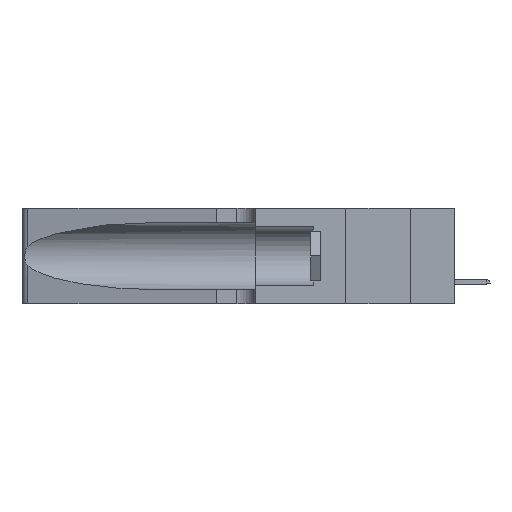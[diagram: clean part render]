
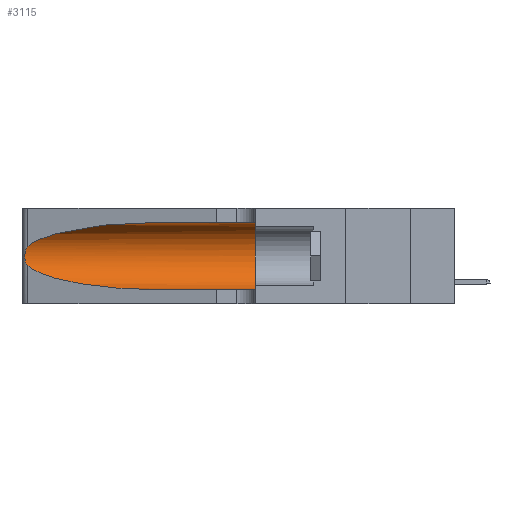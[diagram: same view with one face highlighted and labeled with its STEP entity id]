
A CAD part, left-side view. The second image highlights one B-rep face of the part: STEP entity #3115.
In plain terms, the highlighted cylindrical face has radius 3.308 mm (diameter 6.617 mm), a partial arc.
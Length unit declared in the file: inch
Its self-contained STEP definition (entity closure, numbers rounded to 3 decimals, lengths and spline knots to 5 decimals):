
#1184 = ORIENTED_EDGE ( 'NONE', *, *, #36891, .T. ) ;
#1880 = CARTESIAN_POINT ( 'NONE',  ( 0.1305, 0.35, 0.185 ) ) ;
#1971 = DIRECTION ( 'NONE',  ( 0., -1., 0. ) ) ;
#2150 = CARTESIAN_POINT ( 'NONE',  ( 0.1305, 0.72297, 0.31525 ) ) ;
#2887 = CARTESIAN_POINT ( 'NONE',  ( 0.2373, 1.15595, 0.28018 ) ) ;
#3115 = ADVANCED_FACE ( 'NONE', ( #43922 ), #40419, .F. ) ;
#3976 = CARTESIAN_POINT ( 'NONE',  ( 0.1305, 0.35, 0.31525 ) ) ;
#4002 = CARTESIAN_POINT ( 'NONE',  ( 0.26018, 1.23835, 0.19895 ) ) ;
#4250 = CARTESIAN_POINT ( 'NONE',  ( 0.25639, 1.23184, 0.21858 ) ) ;
#4479 = VERTEX_POINT ( 'NONE', #3976 ) ;
#4767 = CARTESIAN_POINT ( 'NONE',  ( 0.25487, 1.22718, 0.14631 ) ) ;
#5257 = EDGE_CURVE ( 'NONE', #9726, #45173, #36771, .T. ) ;
#6040 = EDGE_CURVE ( 'NONE', #9726, #4479, #13546, .T. ) ;
#6115 =( BOUNDED_CURVE ( )  B_SPLINE_CURVE ( 3, ( #4767, #37599, #10851, #26126 ),
 .UNSPECIFIED., .F., .T. ) 
 B_SPLINE_CURVE_WITH_KNOTS ( ( 4, 4 ),
 ( 3.44316, 4.71239 ),
 .UNSPECIFIED. ) 
 CURVE ( )  GEOMETRIC_REPRESENTATION_ITEM ( )  RATIONAL_B_SPLINE_CURVE ( ( 1., 0.87, 0.87, 1. ) ) 
 REPRESENTATION_ITEM ( '' )  );
#6161 = CARTESIAN_POINT ( 'NONE',  ( 0.25487, 1.22718, 0.22369 ) ) ;
#9726 = VERTEX_POINT ( 'NONE', #22723 ) ;
#10194 = AXIS2_PLACEMENT_3D ( 'NONE', #1880, #24150, #39388 ) ;
#10851 = CARTESIAN_POINT ( 'NONE',  ( 0.18966, 0.96281, 0.05475 ) ) ;
#11607 = ORIENTED_EDGE ( 'NONE', *, *, #5257, .T. ) ;
#11760 = CARTESIAN_POINT ( 'NONE',  ( 0.25854, 1.2359, 0.20912 ) ) ;
#12262 = CARTESIAN_POINT ( 'NONE',  ( 0.25639, 1.23186, 0.15144 ) ) ;
#12344 = VERTEX_POINT ( 'NONE', #18774 ) ;
#12419 = ORIENTED_EDGE ( 'NONE', *, *, #42083, .F. ) ;
#12508 = CARTESIAN_POINT ( 'NONE',  ( 0.25856, 1.23593, 0.16098 ) ) ;
#13546 = LINE ( 'NONE', #29050, #36047 ) ;
#14089 = ORIENTED_EDGE ( 'NONE', *, *, #6040, .F. ) ;
#15183 = EDGE_LOOP ( 'NONE', ( #11607, #1184, #16551, #43727, #12419, #14089 ) ) ;
#16551 = ORIENTED_EDGE ( 'NONE', *, *, #41248, .T. ) ;
#18038 = DIRECTION ( 'NONE',  ( 0., -1., 0. ) ) ;
#18774 = CARTESIAN_POINT ( 'NONE',  ( 0.1305, 0.72297, 0.05475 ) ) ;
#19521 = CARTESIAN_POINT ( 'NONE',  ( 0.25487, 1.22718, 0.22369 ) ) ;
#20023 = CARTESIAN_POINT ( 'NONE',  ( 0.26017, 1.23833, 0.17102 ) ) ;
#22723 = CARTESIAN_POINT ( 'NONE',  ( 0.1305, 0.72297, 0.31525 ) ) ;
#24150 = DIRECTION ( 'NONE',  ( 0., 1., 0. ) ) ;
#24667 = CARTESIAN_POINT ( 'NONE',  ( 0.1305, 1.61858, 0.185 ) ) ;
#24738 = CARTESIAN_POINT ( 'NONE',  ( 0.1305, 1.61858, 0.05475 ) ) ;
#25276 = CARTESIAN_POINT ( 'NONE',  ( 0.25487, 1.22718, 0.14631 ) ) ;
#26126 = CARTESIAN_POINT ( 'NONE',  ( 0.1305, 0.72297, 0.05475 ) ) ;
#27030 = CARTESIAN_POINT ( 'NONE',  ( 0.26075, 1.23896, 0.178 ) ) ;
#27518 = CARTESIAN_POINT ( 'NONE',  ( 0.25555, 1.22993, 0.14849 ) ) ;
#28349 = B_SPLINE_CURVE_WITH_KNOTS ( 'NONE', 3,
 ( #19521, #46030, #4250, #42538, #11760, #4002, #42290, #27030, #20023, #12508, #38501, #12262, #27518, #46773 ),
 .UNSPECIFIED., .F., .F.,
 ( 4, 2, 2, 2, 2, 2, 4 ),
 ( 0., 0.00027, 0.00053, 0.00107, 0.0016, 0.00187, 0.00214 ),
 .UNSPECIFIED. ) ;
#29050 = CARTESIAN_POINT ( 'NONE',  ( 0.1305, 1.61858, 0.31525 ) ) ;
#32569 = CIRCLE ( 'NONE', #10194, 0.13025 ) ;
#36047 = VECTOR ( 'NONE', #18038, 39.37008 ) ;
#36238 = VERTEX_POINT ( 'NONE', #40862 ) ;
#36771 =( BOUNDED_CURVE ( )  B_SPLINE_CURVE ( 3, ( #2150, #40910, #2887, #6161 ),
 .UNSPECIFIED., .F., .F. ) 
 B_SPLINE_CURVE_WITH_KNOTS ( ( 4, 4 ),
 ( 1.5708, 2.84003 ),
 .UNSPECIFIED. ) 
 CURVE ( )  GEOMETRIC_REPRESENTATION_ITEM ( )  RATIONAL_B_SPLINE_CURVE ( ( 1., 0.87, 0.87, 1. ) ) 
 REPRESENTATION_ITEM ( '' )  );
#36891 = EDGE_CURVE ( 'NONE', #45173, #44425, #28349, .T. ) ;
#37200 = CARTESIAN_POINT ( 'NONE',  ( 0.25487, 1.22718, 0.22369 ) ) ;
#37599 = CARTESIAN_POINT ( 'NONE',  ( 0.2373, 1.15595, 0.08982 ) ) ;
#38501 = CARTESIAN_POINT ( 'NONE',  ( 0.25789, 1.23486, 0.15765 ) ) ;
#39388 = DIRECTION ( 'NONE',  ( 0., 0., 1. ) ) ;
#39658 = DIRECTION ( 'NONE',  ( 0., -1., 0. ) ) ;
#40419 = CYLINDRICAL_SURFACE ( 'NONE', #43177, 0.13025 ) ;
#40862 = CARTESIAN_POINT ( 'NONE',  ( 0.1305, 0.35, 0.05475 ) ) ;
#40910 = CARTESIAN_POINT ( 'NONE',  ( 0.18966, 0.96281, 0.31525 ) ) ;
#41248 = EDGE_CURVE ( 'NONE', #44425, #12344, #6115, .T. ) ;
#42083 = EDGE_CURVE ( 'NONE', #4479, #36238, #32569, .T. ) ;
#42290 = CARTESIAN_POINT ( 'NONE',  ( 0.26075, 1.23896, 0.19203 ) ) ;
#42538 = CARTESIAN_POINT ( 'NONE',  ( 0.25787, 1.23484, 0.2124 ) ) ;
#43177 = AXIS2_PLACEMENT_3D ( 'NONE', #24667, #39658, #43670 ) ;
#43670 = DIRECTION ( 'NONE',  ( 0., 0., -1. ) ) ;
#43727 = ORIENTED_EDGE ( 'NONE', *, *, #46214, .T. ) ;
#43922 = FACE_OUTER_BOUND ( 'NONE', #15183, .T. ) ;
#44245 = LINE ( 'NONE', #24738, #44717 ) ;
#44425 = VERTEX_POINT ( 'NONE', #25276 ) ;
#44717 = VECTOR ( 'NONE', #1971, 39.37008 ) ;
#45173 = VERTEX_POINT ( 'NONE', #37200 ) ;
#46030 = CARTESIAN_POINT ( 'NONE',  ( 0.25555, 1.22994, 0.2215 ) ) ;
#46214 = EDGE_CURVE ( 'NONE', #12344, #36238, #44245, .T. ) ;
#46773 = CARTESIAN_POINT ( 'NONE',  ( 0.25487, 1.22718, 0.14631 ) ) ;
